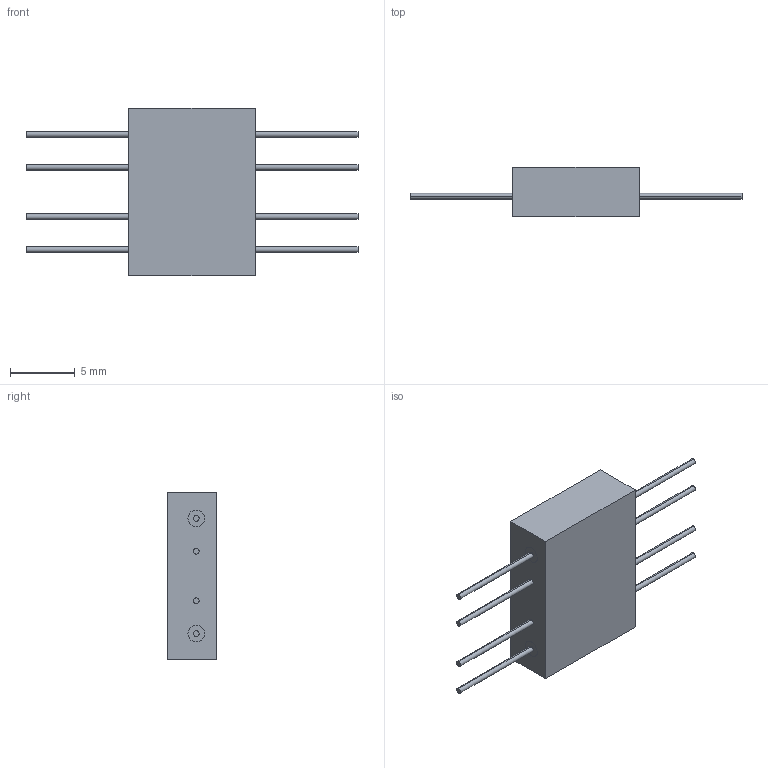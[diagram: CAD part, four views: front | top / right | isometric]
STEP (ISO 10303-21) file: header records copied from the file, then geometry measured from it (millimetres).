
FILE_DESCRIPTION (( 'STEP AP214' ), '1' );
FILE_NAME ('DL 332_G.STEP', '2022-07-28T12:13:06', ( '' ), ( '' ), 'SwSTEP 2.0', 'SolidWorks 2021', '' );
FILE_SCHEMA (( 'AUTOMOTIVE_DESIGN' ));
Length unit declared in the file: inch
Products named in the file (1): DL 332_G
Bounding box: 25.63 x 3.81 x 12.95 mm (x, y, z)
Volume: 491.6 mm3; surface area: 517.5 mm2
Topology: 9 solids, 9 shells, 645 faces, 1797 edges, 1198 vertices
Faces by surface type: cylinder 415, plane 189, bspline 41
Entity records: 23319 total; most frequent: CARTESIAN_POINT 6058, DIRECTION 3755, ORIENTED_EDGE 3594, EDGE_CURVE 1797, AXIS2_PLACEMENT_3D 1435, VERTEX_POINT 1198, VECTOR 885, LINE 885
